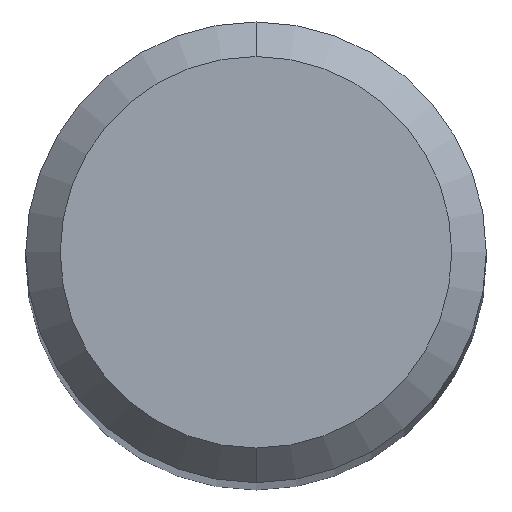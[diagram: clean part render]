
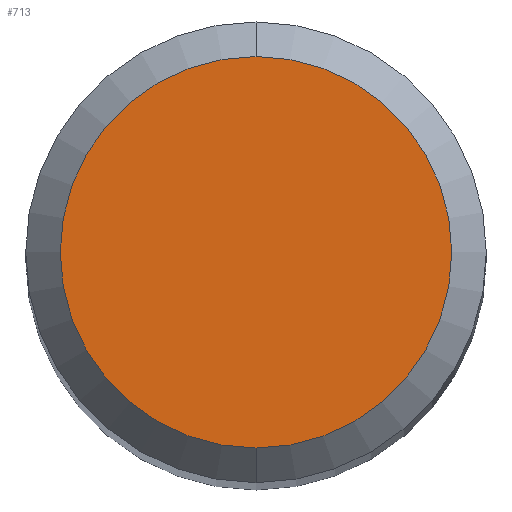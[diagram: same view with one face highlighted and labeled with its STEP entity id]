
A CAD part, top view. The second image highlights one B-rep face of the part: STEP entity #713.
In plain terms, the highlighted planar face has unit normal (0, 0, 1).
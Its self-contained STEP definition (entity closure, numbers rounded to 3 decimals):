
#467=VERTEX_POINT('',#1162);
#515=EDGE_CURVE('',#467,#525,#1212,.T.);
#525=VERTEX_POINT('',#1226);
#711=EDGE_CURVE('',#525,#467,#1427,.T.);
#713=ADVANCED_FACE('',(#1429),#1430,.T.);
#1162=CARTESIAN_POINT('',(0.0,1.7,0.0));
#1212=CIRCLE('',#2424,1.7);
#1226=CARTESIAN_POINT('',(0.,-1.7,0.0));
#1427=CIRCLE('',#3116,1.7);
#1429=FACE_OUTER_BOUND('',#3118,.T.);
#1430=PLANE('',#3119);
#2424=AXIS2_PLACEMENT_3D('',#4725,#4726,#4727);
#3116=AXIS2_PLACEMENT_3D('',#4953,#4954,#4955);
#3118=EDGE_LOOP('',(#4957,#4958));
#3119=AXIS2_PLACEMENT_3D('',#4959,#4960,#4961);
#4725=CARTESIAN_POINT('',(0.0,0.0,0.0));
#4726=DIRECTION('',(0.0,0.0,-1.0));
#4727=DIRECTION('',(0.0,1.0,0.0));
#4953=CARTESIAN_POINT('',(0.0,0.0,0.0));
#4954=DIRECTION('',(0.0,0.0,-1.0));
#4955=DIRECTION('',(0.0,1.0,0.0));
#4957=ORIENTED_EDGE('',*,*,#515,.F.);
#4958=ORIENTED_EDGE('',*,*,#711,.F.);
#4959=CARTESIAN_POINT('',(0.0,0.85,0.0));
#4960=DIRECTION('',(-0.0,0.0,1.0));
#4961=DIRECTION('',(0.0,-1.0,0.0));
